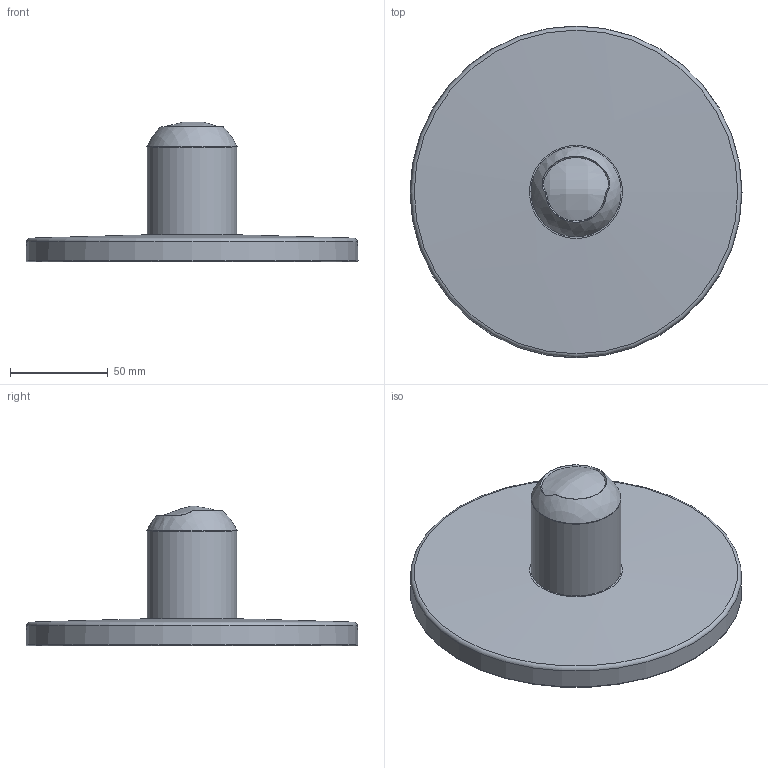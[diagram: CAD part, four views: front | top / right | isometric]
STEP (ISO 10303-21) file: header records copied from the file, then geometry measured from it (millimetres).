
FILE_DESCRIPTION (( 'STEP AP203' ), '1' );
FILE_NAME ('40549183.STEP', '2017-03-09T05:52:43', ( '' ), ( '' ), 'SwSTEP 2.0', 'SolidWorks 2016', '' );
FILE_SCHEMA (( 'CONFIG_CONTROL_DESIGN' ));
Length unit declared in the file: millimetre
Products named in the file (1): 40549183
Bounding box: 170 x 170 x 71.6 mm (x, y, z)
Surface area: 61823.2 mm2 (no closed solid volume)
Topology: 0 solids, 3 shells, 18 faces, 39 edges, 28 vertices
Faces by surface type: bspline 7, plane 4, torus 3, sphere 2, cone 1, cylinder 1
Full cylindrical faces by diameter (mm): 46 x1
Entity records: 2251 total; most frequent: CARTESIAN_POINT 1856, ORIENTED_EDGE 54, DIRECTION 52, EDGE_CURVE 33, VERTEX_POINT 27, EDGE_LOOP 26, FACE_OUTER_BOUND 24, AXIS2_PLACEMENT_3D 23
